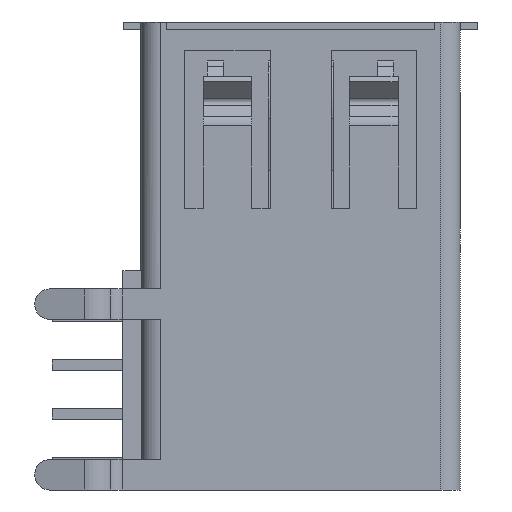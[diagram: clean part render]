
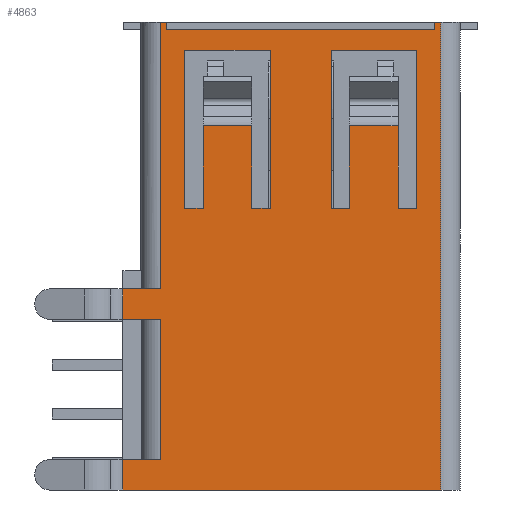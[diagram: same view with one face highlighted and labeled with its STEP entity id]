
A CAD part, front view. The second image highlights one B-rep face of the part: STEP entity #4863.
In plain terms, the highlighted planar face has unit normal (0, -1, 0).
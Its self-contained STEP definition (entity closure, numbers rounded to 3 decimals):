
#327=ORIENTED_EDGE('',*,*,#1744,.T.);
#328=ORIENTED_EDGE('',*,*,#1787,.F.);
#329=ORIENTED_EDGE('',*,*,#1788,.F.);
#330=ORIENTED_EDGE('',*,*,#1789,.T.);
#331=ORIENTED_EDGE('',*,*,#1790,.F.);
#332=ORIENTED_EDGE('',*,*,#1791,.T.);
#333=ORIENTED_EDGE('',*,*,#1792,.F.);
#334=ORIENTED_EDGE('',*,*,#1708,.T.);
#335=ORIENTED_EDGE('',*,*,#1793,.F.);
#336=ORIENTED_EDGE('',*,*,#1794,.T.);
#337=ORIENTED_EDGE('',*,*,#1795,.T.);
#338=ORIENTED_EDGE('',*,*,#1704,.T.);
#339=ORIENTED_EDGE('',*,*,#1796,.F.);
#340=ORIENTED_EDGE('',*,*,#1797,.T.);
#341=ORIENTED_EDGE('',*,*,#1798,.F.);
#342=ORIENTED_EDGE('',*,*,#1799,.T.);
#343=ORIENTED_EDGE('',*,*,#1800,.T.);
#344=ORIENTED_EDGE('',*,*,#1801,.F.);
#345=ORIENTED_EDGE('',*,*,#1802,.T.);
#346=ORIENTED_EDGE('',*,*,#1803,.T.);
#347=ORIENTED_EDGE('',*,*,#1771,.T.);
#348=ORIENTED_EDGE('',*,*,#1804,.F.);
#349=ORIENTED_EDGE('',*,*,#1805,.F.);
#350=ORIENTED_EDGE('',*,*,#1806,.T.);
#351=ORIENTED_EDGE('',*,*,#1807,.T.);
#352=ORIENTED_EDGE('',*,*,#1808,.F.);
#353=ORIENTED_EDGE('',*,*,#1809,.T.);
#354=ORIENTED_EDGE('',*,*,#1810,.T.);
#355=ORIENTED_EDGE('',*,*,#1775,.T.);
#356=ORIENTED_EDGE('',*,*,#1811,.F.);
#1704=EDGE_CURVE('',#2438,#2437,#2924,.T.);
#1708=EDGE_CURVE('',#2442,#2441,#2926,.T.);
#1744=EDGE_CURVE('',#2473,#2471,#2947,.T.);
#1771=EDGE_CURVE('',#2497,#2498,#2965,.T.);
#1775=EDGE_CURVE('',#2501,#2502,#2969,.T.);
#1787=EDGE_CURVE('',#2513,#2471,#2981,.T.);
#1788=EDGE_CURVE('',#2514,#2513,#2982,.T.);
#1789=EDGE_CURVE('',#2514,#2515,#2983,.T.);
#1790=EDGE_CURVE('',#2516,#2515,#2984,.T.);
#1791=EDGE_CURVE('',#2516,#2517,#2985,.T.);
#1792=EDGE_CURVE('',#2442,#2517,#2986,.T.);
#1793=EDGE_CURVE('',#2518,#2441,#2987,.T.);
#1794=EDGE_CURVE('',#2518,#2519,#2988,.T.);
#1795=EDGE_CURVE('',#2519,#2438,#2989,.T.);
#1796=EDGE_CURVE('',#2520,#2437,#2990,.T.);
#1797=EDGE_CURVE('',#2520,#2473,#2991,.T.);
#1798=EDGE_CURVE('',#2521,#2522,#2992,.T.);
#1799=EDGE_CURVE('',#2521,#2523,#2993,.T.);
#1800=EDGE_CURVE('',#2523,#2524,#2994,.T.);
#1801=EDGE_CURVE('',#2525,#2524,#2995,.T.);
#1802=EDGE_CURVE('',#2525,#2526,#2996,.T.);
#1803=EDGE_CURVE('',#2526,#2497,#2997,.T.);
#1804=EDGE_CURVE('',#2522,#2498,#2998,.T.);
#1805=EDGE_CURVE('',#2527,#2528,#2999,.T.);
#1806=EDGE_CURVE('',#2527,#2529,#3000,.T.);
#1807=EDGE_CURVE('',#2529,#2530,#3001,.T.);
#1808=EDGE_CURVE('',#2531,#2530,#3002,.T.);
#1809=EDGE_CURVE('',#2531,#2532,#3003,.T.);
#1810=EDGE_CURVE('',#2532,#2501,#3004,.T.);
#1811=EDGE_CURVE('',#2528,#2502,#3005,.T.);
#2437=VERTEX_POINT('',#6925);
#2438=VERTEX_POINT('',#6927);
#2441=VERTEX_POINT('',#6933);
#2442=VERTEX_POINT('',#6935);
#2471=VERTEX_POINT('',#7005);
#2473=VERTEX_POINT('',#7008);
#2497=VERTEX_POINT('',#7061);
#2498=VERTEX_POINT('',#7062);
#2501=VERTEX_POINT('',#7070);
#2502=VERTEX_POINT('',#7071);
#2513=VERTEX_POINT('',#7097);
#2514=VERTEX_POINT('',#7099);
#2515=VERTEX_POINT('',#7101);
#2516=VERTEX_POINT('',#7103);
#2517=VERTEX_POINT('',#7105);
#2518=VERTEX_POINT('',#7108);
#2519=VERTEX_POINT('',#7110);
#2520=VERTEX_POINT('',#7113);
#2521=VERTEX_POINT('',#7116);
#2522=VERTEX_POINT('',#7117);
#2523=VERTEX_POINT('',#7119);
#2524=VERTEX_POINT('',#7121);
#2525=VERTEX_POINT('',#7123);
#2526=VERTEX_POINT('',#7125);
#2527=VERTEX_POINT('',#7129);
#2528=VERTEX_POINT('',#7130);
#2529=VERTEX_POINT('',#7132);
#2530=VERTEX_POINT('',#7134);
#2531=VERTEX_POINT('',#7136);
#2532=VERTEX_POINT('',#7138);
#2924=LINE('',#6926,#3532);
#2926=LINE('',#6934,#3534);
#2947=LINE('',#7007,#3555);
#2965=LINE('',#7060,#3573);
#2969=LINE('',#7069,#3577);
#2981=LINE('',#7096,#3589);
#2982=LINE('',#7098,#3590);
#2983=LINE('',#7100,#3591);
#2984=LINE('',#7102,#3592);
#2985=LINE('',#7104,#3593);
#2986=LINE('',#7106,#3594);
#2987=LINE('',#7107,#3595);
#2988=LINE('',#7109,#3596);
#2989=LINE('',#7111,#3597);
#2990=LINE('',#7112,#3598);
#2991=LINE('',#7114,#3599);
#2992=LINE('',#7115,#3600);
#2993=LINE('',#7118,#3601);
#2994=LINE('',#7120,#3602);
#2995=LINE('',#7122,#3603);
#2996=LINE('',#7124,#3604);
#2997=LINE('',#7126,#3605);
#2998=LINE('',#7127,#3606);
#2999=LINE('',#7128,#3607);
#3000=LINE('',#7131,#3608);
#3001=LINE('',#7133,#3609);
#3002=LINE('',#7135,#3610);
#3003=LINE('',#7137,#3611);
#3004=LINE('',#7139,#3612);
#3005=LINE('',#7140,#3613);
#3532=VECTOR('',#5545,1000.);
#3534=VECTOR('',#5551,1000.);
#3555=VECTOR('',#5614,1000.);
#3573=VECTOR('',#5654,1000.);
#3577=VECTOR('',#5660,1000.);
#3589=VECTOR('',#5678,1000.);
#3590=VECTOR('',#5679,1000.);
#3591=VECTOR('',#5680,1000.);
#3592=VECTOR('',#5681,1000.);
#3593=VECTOR('',#5682,1000.);
#3594=VECTOR('',#5683,1000.);
#3595=VECTOR('',#5684,1000.);
#3596=VECTOR('',#5685,1000.);
#3597=VECTOR('',#5686,1000.);
#3598=VECTOR('',#5687,1000.);
#3599=VECTOR('',#5688,1000.);
#3600=VECTOR('',#5689,1000.);
#3601=VECTOR('',#5690,1000.);
#3602=VECTOR('',#5691,1000.);
#3603=VECTOR('',#5692,1000.);
#3604=VECTOR('',#5693,1000.);
#3605=VECTOR('',#5694,1000.);
#3606=VECTOR('',#5695,1000.);
#3607=VECTOR('',#5696,1000.);
#3608=VECTOR('',#5697,1000.);
#3609=VECTOR('',#5698,1000.);
#3610=VECTOR('',#5699,1000.);
#3611=VECTOR('',#5700,1000.);
#3612=VECTOR('',#5701,1000.);
#3613=VECTOR('',#5702,1000.);
#4141=EDGE_LOOP('',(#327,#328,#329,#330,#331,#332,#333,#334,#335,#336,#337,
#338,#339,#340));
#4142=EDGE_LOOP('',(#341,#342,#343,#344,#345,#346,#347,#348));
#4143=EDGE_LOOP('',(#349,#350,#351,#352,#353,#354,#355,#356));
#4405=FACE_BOUND('',#4141,.T.);
#4406=FACE_BOUND('',#4142,.T.);
#4407=FACE_BOUND('',#4143,.T.);
#4665=PLANE('',#5181);
#4863=ADVANCED_FACE('',(#4405,#4406,#4407),#4665,.F.);
#5181=AXIS2_PLACEMENT_3D('',#7095,#5676,#5677);
#5545=DIRECTION('',(0.,0.,-1.));
#5551=DIRECTION('',(0.,0.,-1.));
#5614=DIRECTION('',(1.,0.,0.));
#5654=DIRECTION('',(-1.,0.,0.));
#5660=DIRECTION('',(-1.,0.,0.));
#5676=DIRECTION('',(0.,1.,0.));
#5677=DIRECTION('',(0.,0.,1.));
#5678=DIRECTION('',(0.,0.,-1.));
#5679=DIRECTION('',(1.,0.,0.));
#5680=DIRECTION('',(0.,0.,-1.));
#5681=DIRECTION('',(1.,0.,0.));
#5682=DIRECTION('',(0.,0.,1.));
#5683=DIRECTION('',(1.,0.,0.));
#5684=DIRECTION('',(1.,0.,0.));
#5685=DIRECTION('',(0.,0.,-1.));
#5686=DIRECTION('',(1.,0.,0.));
#5687=DIRECTION('',(1.,0.,0.));
#5688=DIRECTION('',(0.,0.,-1.));
#5689=DIRECTION('',(-1.,0.,0.));
#5690=DIRECTION('',(0.,0.,-1.));
#5691=DIRECTION('',(-1.,0.,0.));
#5692=DIRECTION('',(0.,0.,-1.));
#5693=DIRECTION('',(-1.,0.,0.));
#5694=DIRECTION('',(0.,0.,-1.));
#5695=DIRECTION('',(0.,0.,-1.));
#5696=DIRECTION('',(-1.,0.,0.));
#5697=DIRECTION('',(0.,0.,-1.));
#5698=DIRECTION('',(-1.,0.,0.));
#5699=DIRECTION('',(0.,0.,-1.));
#5700=DIRECTION('',(-1.,0.,0.));
#5701=DIRECTION('',(0.,0.,-1.));
#5702=DIRECTION('',(0.,0.,-1.));
#6925=CARTESIAN_POINT('',(-5.75,0.,-8.35));
#6926=CARTESIAN_POINT('',(-5.75,0.,9.6));
#6927=CARTESIAN_POINT('',(-5.75,0.,-2.6));
#6933=CARTESIAN_POINT('',(-5.75,0.,-1.35));
#6934=CARTESIAN_POINT('',(-5.75,0.,9.6));
#6935=CARTESIAN_POINT('',(-5.75,0.,9.6));
#7005=CARTESIAN_POINT('',(5.75,0.,-9.6));
#7007=CARTESIAN_POINT('',(-5.75,0.,-9.6));
#7008=CARTESIAN_POINT('',(-7.301,0.,-9.6));
#7060=CARTESIAN_POINT('',(4.75,0.,1.95));
#7061=CARTESIAN_POINT('',(2.,0.,1.95));
#7062=CARTESIAN_POINT('',(1.25,0.,1.95));
#7069=CARTESIAN_POINT('',(-1.25,0.,1.95));
#7070=CARTESIAN_POINT('',(-4.,0.,1.95));
#7071=CARTESIAN_POINT('',(-4.75,0.,1.95));
#7095=CARTESIAN_POINT('',(-5.75,0.,9.6));
#7096=CARTESIAN_POINT('',(5.75,0.,9.6));
#7097=CARTESIAN_POINT('',(5.75,0.,9.6));
#7098=CARTESIAN_POINT('',(-5.75,0.,9.6));
#7099=CARTESIAN_POINT('',(5.5,0.,9.6));
#7100=CARTESIAN_POINT('',(5.5,0.,9.6));
#7101=CARTESIAN_POINT('',(5.5,0.,9.28));
#7102=CARTESIAN_POINT('',(-5.75,0.,9.28));
#7103=CARTESIAN_POINT('',(-5.5,0.,9.28));
#7104=CARTESIAN_POINT('',(-5.5,0.,9.6));
#7105=CARTESIAN_POINT('',(-5.5,0.,9.6));
#7106=CARTESIAN_POINT('',(-5.75,0.,9.6));
#7107=CARTESIAN_POINT('',(-7.301,0.,-1.35));
#7108=CARTESIAN_POINT('',(-7.301,0.,-1.35));
#7109=CARTESIAN_POINT('',(-7.301,0.,-1.35));
#7110=CARTESIAN_POINT('',(-7.301,0.,-2.6));
#7111=CARTESIAN_POINT('',(-7.301,0.,-2.6));
#7112=CARTESIAN_POINT('',(-7.301,0.,-8.35));
#7113=CARTESIAN_POINT('',(-7.301,0.,-8.35));
#7114=CARTESIAN_POINT('',(-7.301,0.,-8.35));
#7115=CARTESIAN_POINT('',(4.75,0.,8.45));
#7116=CARTESIAN_POINT('',(4.75,0.,8.45));
#7117=CARTESIAN_POINT('',(1.25,0.,8.45));
#7118=CARTESIAN_POINT('',(4.75,0.,8.45));
#7119=CARTESIAN_POINT('',(4.75,0.,1.95));
#7120=CARTESIAN_POINT('',(4.75,0.,1.95));
#7121=CARTESIAN_POINT('',(4.,0.,1.95));
#7122=CARTESIAN_POINT('',(4.,0.,5.353));
#7123=CARTESIAN_POINT('',(4.,0.,5.353));
#7124=CARTESIAN_POINT('',(4.,0.,5.353));
#7125=CARTESIAN_POINT('',(2.,0.,5.353));
#7126=CARTESIAN_POINT('',(2.,0.,5.353));
#7127=CARTESIAN_POINT('',(1.25,0.,8.45));
#7128=CARTESIAN_POINT('',(-1.25,0.,8.45));
#7129=CARTESIAN_POINT('',(-1.25,0.,8.45));
#7130=CARTESIAN_POINT('',(-4.75,0.,8.45));
#7131=CARTESIAN_POINT('',(-1.25,0.,8.45));
#7132=CARTESIAN_POINT('',(-1.25,0.,1.95));
#7133=CARTESIAN_POINT('',(-1.25,0.,1.95));
#7134=CARTESIAN_POINT('',(-2.,0.,1.95));
#7135=CARTESIAN_POINT('',(-2.,0.,5.353));
#7136=CARTESIAN_POINT('',(-2.,0.,5.353));
#7137=CARTESIAN_POINT('',(-2.,0.,5.353));
#7138=CARTESIAN_POINT('',(-4.,0.,5.353));
#7139=CARTESIAN_POINT('',(-4.,0.,5.353));
#7140=CARTESIAN_POINT('',(-4.75,0.,8.45));
